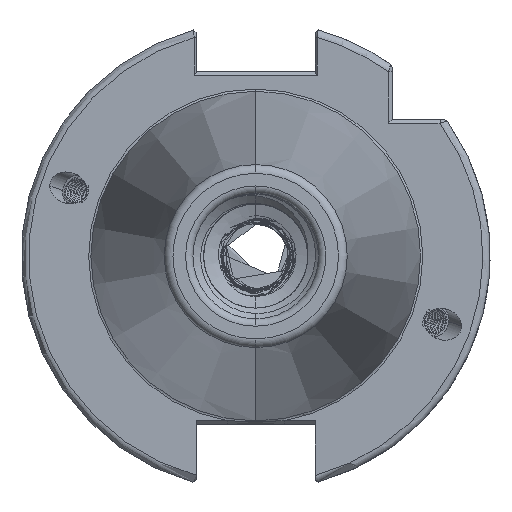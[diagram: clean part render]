
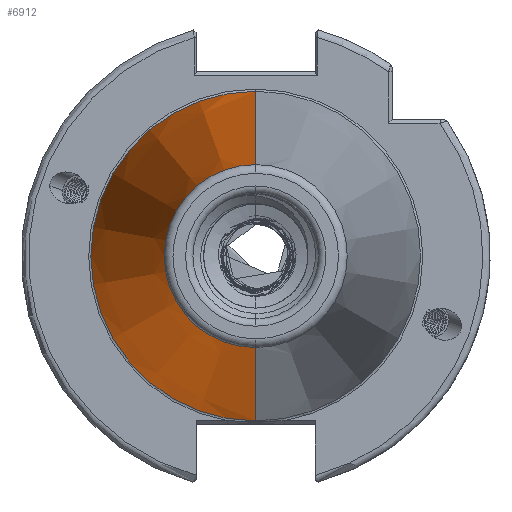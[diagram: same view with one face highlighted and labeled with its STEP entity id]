
A CAD part, left-side view. The second image highlights one B-rep face of the part: STEP entity #6912.
In plain terms, the highlighted conical face has half-angle 8.297 degrees and reference radius 22.692 mm.
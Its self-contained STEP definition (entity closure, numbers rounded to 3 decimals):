
#1040 = EDGE_CURVE ( 'NONE', #22663, #22653, #4304, .T. ) ;
#1042 = EDGE_CURVE ( 'NONE', #22683, #22635, #4272, .T. ) ;
#1047 = EDGE_CURVE ( 'NONE', #22663, #22683, #4291, .T. ) ;
#1104 = EDGE_CURVE ( 'NONE', #22653, #22635, #4403, .T. ) ;
#1830 = EDGE_LOOP ( 'NONE', ( #3650, #3704, #3691, #3678 ) ) ;
#3650 = ORIENTED_EDGE ( 'NONE', *, *, #1047, .T. ) ;
#3678 = ORIENTED_EDGE ( 'NONE', *, *, #1040, .F. ) ;
#3691 = ORIENTED_EDGE ( 'NONE', *, *, #1104, .F. ) ;
#3704 = ORIENTED_EDGE ( 'NONE', *, *, #1042, .T. ) ;
#4268 = VECTOR ( 'NONE', #7702, 1000. ) ;
#4272 = LINE ( 'NONE', #7750, #4277 ) ;
#4277 = VECTOR ( 'NONE', #7766, 1000. ) ;
#4291 = CIRCLE ( 'NONE', #6532, 12.4 ) ;
#4304 = LINE ( 'NONE', #7740, #4268 ) ;
#4403 = CIRCLE ( 'NONE', #6542, 22.327 ) ;
#6300 = AXIS2_PLACEMENT_3D ( 'NONE', #18864, #18881, #18872 ) ;
#6532 = AXIS2_PLACEMENT_3D ( 'NONE', #7788, #7790, #7793 ) ;
#6542 = AXIS2_PLACEMENT_3D ( 'NONE', #8144, #8165, #8157 ) ;
#6912 = ADVANCED_FACE ( 'NONE', ( #18938 ), #18927, .T. ) ;
#7702 = DIRECTION ( 'NONE',  ( 0.99, 0., -0.144 ) ) ;
#7740 = CARTESIAN_POINT ( 'NONE',  ( 0., 0., -22.692 ) ) ;
#7750 = CARTESIAN_POINT ( 'NONE',  ( 0., 0., 22.692 ) ) ;
#7766 = DIRECTION ( 'NONE',  ( 0.99, 0., 0.144 ) ) ;
#7788 = CARTESIAN_POINT ( 'NONE',  ( -70.573, 0., 0. ) ) ;
#7790 = DIRECTION ( 'NONE',  ( 1., 0., 0. ) ) ;
#7793 = DIRECTION ( 'NONE',  ( 0., 0., 1. ) ) ;
#8144 = CARTESIAN_POINT ( 'NONE',  ( -2.5, 0., 0. ) ) ;
#8157 = DIRECTION ( 'NONE',  ( 0., 0., -1. ) ) ;
#8165 = DIRECTION ( 'NONE',  ( 1., 0., 0. ) ) ;
#18864 = CARTESIAN_POINT ( 'NONE',  ( 0., 0., 0. ) ) ;
#18872 = DIRECTION ( 'NONE',  ( 0., 0., -1. ) ) ;
#18881 = DIRECTION ( 'NONE',  ( 1., 0., 0. ) ) ;
#18927 = CONICAL_SURFACE ( 'NONE', #6300, 22.692, 0.145 ) ;
#18938 = FACE_OUTER_BOUND ( 'NONE', #1830, .T. ) ;
#19826 = CARTESIAN_POINT ( 'NONE',  ( -2.5, 0., 22.327 ) ) ;
#19838 = CARTESIAN_POINT ( 'NONE',  ( -70.573, 0., 12.4 ) ) ;
#19839 = CARTESIAN_POINT ( 'NONE',  ( -2.5, 0., -22.327 ) ) ;
#19860 = CARTESIAN_POINT ( 'NONE',  ( -70.573, 0., -12.4 ) ) ;
#22635 = VERTEX_POINT ( 'NONE', #19826 ) ;
#22653 = VERTEX_POINT ( 'NONE', #19839 ) ;
#22663 = VERTEX_POINT ( 'NONE', #19860 ) ;
#22683 = VERTEX_POINT ( 'NONE', #19838 ) ;
